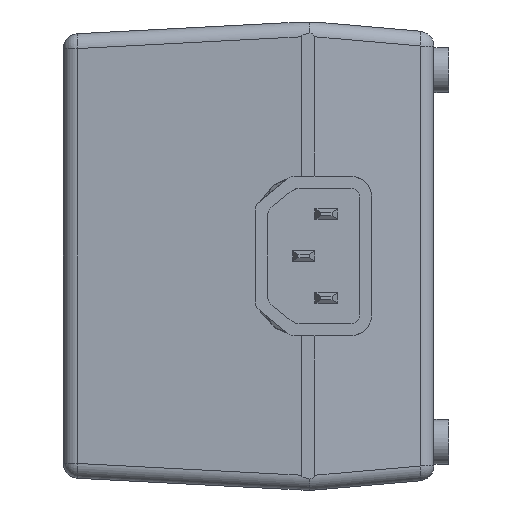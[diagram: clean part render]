
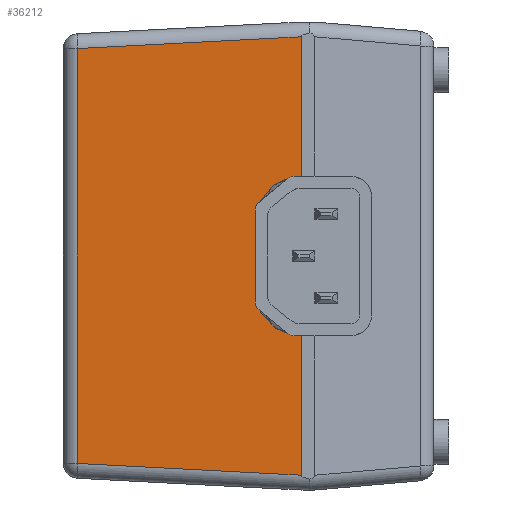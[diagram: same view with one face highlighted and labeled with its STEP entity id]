
A CAD part, left-side view. The second image highlights one B-rep face of the part: STEP entity #36212.
In plain terms, the highlighted planar face has unit normal (-0.999, 0.052, 0).
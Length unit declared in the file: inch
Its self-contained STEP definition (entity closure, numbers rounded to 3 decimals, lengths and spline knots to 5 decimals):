
#7599 = AXIS2_PLACEMENT_3D ( 'NONE', #12664, #12665, #12666 ) ;
#12555 = ORIENTED_EDGE ( 'NONE', *, *, #29130, .T. ) ;
#12557 = ORIENTED_EDGE ( 'NONE', *, *, #53804, .T. ) ;
#12560 = ORIENTED_EDGE ( 'NONE', *, *, #28507, .T. ) ;
#12561 = ORIENTED_EDGE ( 'NONE', *, *, #53805, .T. ) ;
#12563 = ORIENTED_EDGE ( 'NONE', *, *, #53806, .T. ) ;
#12565 = ORIENTED_EDGE ( 'NONE', *, *, #53815, .T. ) ;
#12640 = PLANE ( 'NONE',  #7599 ) ;
#12664 = CARTESIAN_POINT ( 'NONE',  ( 0., 0., 0. ) ) ;
#12665 = DIRECTION ( 'NONE',  ( -0.999, 0.052, 0. ) ) ;
#12666 = DIRECTION ( 'NONE',  ( -0.052, -0.999, 0. ) ) ;
#13302 = FACE_OUTER_BOUND ( 'NONE', #62563, .T. ) ;
#20136 = CARTESIAN_POINT ( 'NONE',  ( 0., 0., 0. ) ) ;
#20139 = DIRECTION ( 'NONE',  ( 0., 0., 1. ) ) ;
#28507 = EDGE_CURVE ( 'NONE', #76670, #77328, #51664, .T. ) ;
#29130 = EDGE_CURVE ( 'NONE', #77331, #76643, #52217, .T. ) ;
#36212 = ADVANCED_FACE ( 'NONE', ( #13302 ), #12640, .T. ) ;
#46436 = CARTESIAN_POINT ( 'NONE',  ( 0.0011, 0.02097, 1.34381 ) ) ;
#46439 = CARTESIAN_POINT ( 'NONE',  ( 0., 0.00001, 1.33189 ) ) ;
#46446 = CARTESIAN_POINT ( 'NONE',  ( 0.00207, 0.03957, 1.35924 ) ) ;
#46447 = CARTESIAN_POINT ( 'NONE',  ( 0.00375, 0.07161, 1.39492 ) ) ;
#46448 = CARTESIAN_POINT ( 'NONE',  ( 0.00444, 0.08479, 1.41479 ) ) ;
#46449 = CARTESIAN_POINT ( 'NONE',  ( 0.00556, 0.10606, 1.45758 ) ) ;
#46450 = CARTESIAN_POINT ( 'NONE',  ( 0.00598, 0.11404, 1.48041 ) ) ;
#46451 = CARTESIAN_POINT ( 'NONE',  ( 0.00653, 0.12462, 1.5271 ) ) ;
#46452 = CARTESIAN_POINT ( 'NONE',  ( 0.00667, 0.12725, 1.55104 ) ) ;
#46453 = CARTESIAN_POINT ( 'NONE',  ( 0.00667, 0.12725, 1.59902 ) ) ;
#46454 = CARTESIAN_POINT ( 'NONE',  ( 0.00653, 0.12461, 1.62295 ) ) ;
#46455 = CARTESIAN_POINT ( 'NONE',  ( 0.00598, 0.11403, 1.66964 ) ) ;
#46456 = CARTESIAN_POINT ( 'NONE',  ( 0.00556, 0.10606, 1.69244 ) ) ;
#46457 = CARTESIAN_POINT ( 'NONE',  ( 0.00444, 0.08474, 1.7353 ) ) ;
#46458 = CARTESIAN_POINT ( 'NONE',  ( 0.00374, 0.07138, 1.75539 ) ) ;
#46459 = CARTESIAN_POINT ( 'NONE',  ( 0.00206, 0.03931, 1.791 ) ) ;
#46460 = CARTESIAN_POINT ( 'NONE',  ( 0.0011, 0.02097, 1.80619 ) ) ;
#46461 = CARTESIAN_POINT ( 'NONE',  ( 0., 0.00001, 1.81811 ) ) ;
#46462 = CARTESIAN_POINT ( 'NONE',  ( 0.00833, 0.15898, 3.04181 ) ) ;
#46463 = DIRECTION ( 'NONE',  ( 0.052, 0.997, -0.052 ) ) ;
#46464 = CARTESIAN_POINT ( 'NONE',  ( 0.07889, 1.50523, 0.08385 ) ) ;
#46465 = DIRECTION ( 'NONE',  ( 0., 0., -1. ) ) ;
#46476 = CARTESIAN_POINT ( 'NONE',  ( -0.00027, -0.00521, 0.09959 ) ) ;
#46483 = DIRECTION ( 'NONE',  ( -0.052, -0.997, -0.052 ) ) ;
#47072 = LINE ( 'NONE', #46464, #47077 ) ;
#47074 = LINE ( 'NONE', #46462, #47075 ) ;
#47075 = VECTOR ( 'NONE', #46463, 39.37008 ) ;
#47077 = VECTOR ( 'NONE', #46465, 39.37008 ) ;
#47090 = LINE ( 'NONE', #46476, #47095 ) ;
#47095 = VECTOR ( 'NONE', #46483, 39.37008 ) ;
#51664 = LINE ( 'NONE', #52798, #51667 ) ;
#51667 = VECTOR ( 'NONE', #52800, 39.37008 ) ;
#52217 = LINE ( 'NONE', #20136, #52220 ) ;
#52220 = VECTOR ( 'NONE', #20139, 39.37008 ) ;
#52798 = CARTESIAN_POINT ( 'NONE',  ( 0., 0., 0. ) ) ;
#52800 = DIRECTION ( 'NONE',  ( 0., 0., 1. ) ) ;
#53804 = EDGE_CURVE ( 'NONE', #76643, #76670, #61720, .T. ) ;
#53805 = EDGE_CURVE ( 'NONE', #77328, #77269, #47074, .T. ) ;
#53806 = EDGE_CURVE ( 'NONE', #77269, #77259, #47072, .T. ) ;
#53815 = EDGE_CURVE ( 'NONE', #77259, #77331, #47090, .T. ) ;
#61720 = B_SPLINE_CURVE_WITH_KNOTS ( 'NONE', 3,
 ( #46439, #46436, #46446, #46447, #46448, #46449, #46450, #46451, #46452, #46453, #46454, #46455, #46456, #46457, #46458, #46459, #46460, #46461 ),
 .UNSPECIFIED., .F., .F.,
 ( 4, 2, 2, 2, 2, 2, 2, 2, 4 ),
 ( 0., 0.00183, 0.00365, 0.00548, 0.0073, 0.00912, 0.01095, 0.01277, 0.01459 ),
 .UNSPECIFIED. ) ;
#62563 = EDGE_LOOP ( 'NONE', ( #12555, #12557, #12560, #12561, #12563, #12565 ) ) ;
#76643 = VERTEX_POINT ( 'NONE', #81285 ) ;
#76670 = VERTEX_POINT ( 'NONE', #81302 ) ;
#77259 = VERTEX_POINT ( 'NONE', #81663 ) ;
#77269 = VERTEX_POINT ( 'NONE', #81669 ) ;
#77328 = VERTEX_POINT ( 'NONE', #81713 ) ;
#77331 = VERTEX_POINT ( 'NONE', #81716 ) ;
#81285 = CARTESIAN_POINT ( 'NONE',  ( 0., 0.00001, 1.33189 ) ) ;
#81302 = CARTESIAN_POINT ( 'NONE',  ( 0., 0.00001, 1.81811 ) ) ;
#81663 = CARTESIAN_POINT ( 'NONE',  ( 0.07889, 1.50523, 0.17875 ) ) ;
#81669 = CARTESIAN_POINT ( 'NONE',  ( 0.07889, 1.50523, 2.97125 ) ) ;
#81713 = CARTESIAN_POINT ( 'NONE',  ( 0., 0., 3.05014 ) ) ;
#81716 = CARTESIAN_POINT ( 'NONE',  ( 0., 0., 0.09986 ) ) ;
